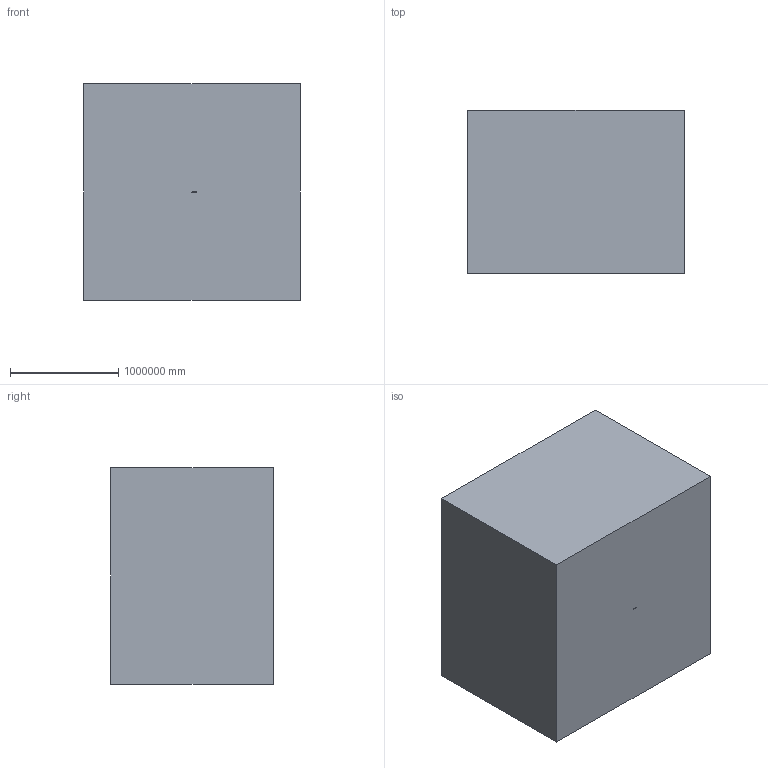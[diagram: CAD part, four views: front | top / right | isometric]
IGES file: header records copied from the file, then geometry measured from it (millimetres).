
Start section: CENTAUR IGES file output
Global section: file name: SBW.igs; native system: CENTAUR IGES Converter; preprocessor: 4.0B2; author: c40420; organization: None; date: 20150821.101514; units: MM
Bounding box: 2000000 x 1500000 x 2000000 mm (x, y, z)
Surface area: 20000268931767.5 mm2 (no closed solid volume)
Topology: 0 solids, 0 shells, 35 faces, 4990 edges, 4990 vertices
Faces by surface type: bspline 35
